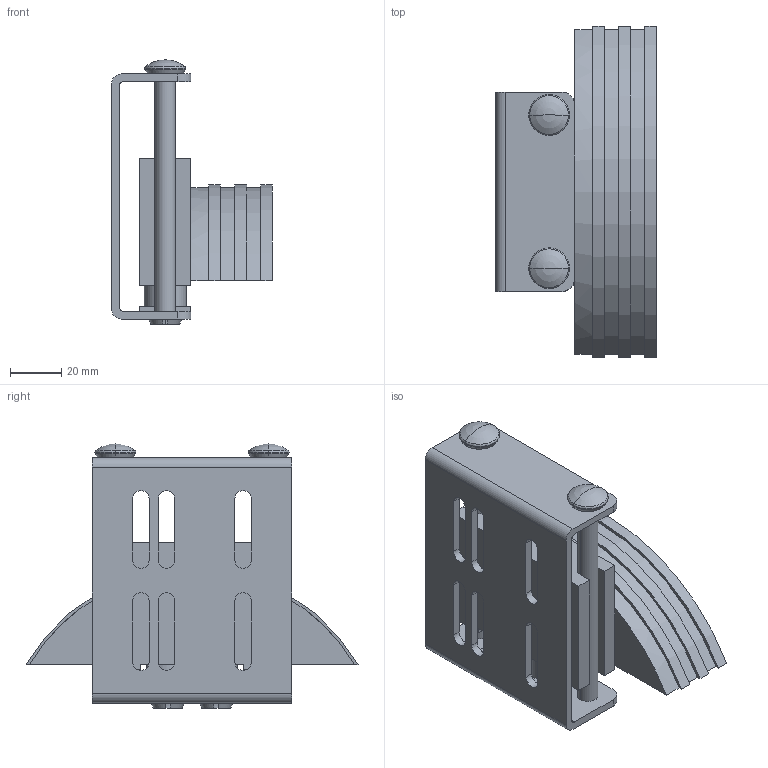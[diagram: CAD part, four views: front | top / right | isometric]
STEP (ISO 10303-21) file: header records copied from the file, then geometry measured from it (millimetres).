
FILE_DESCRIPTION(('STEP AP214'),'1');
FILE_NAME('cctmp_AAAB8EF3-BCAF-46BC-83DF-F17F2E2CA772_2023_7_12_9_13_41_736..stp','2023-07-12T07:13:41',('Murtfeldt Kunststoffe GmbH & Co.KG'),('CADClick - www.CADClick.com'),'Spatial InterOp 3D',' ','unknown authorization');
FILE_SCHEMA(('AUTOMOTIVE_DESIGN'));
Length unit declared in the file: millimetre
Products named in the file (1): 1
Bounding box: 63 x 130 x 103.5 mm (x, y, z)
Volume: 208731.8 mm3; surface area: 67762.4 mm2
Topology: 2 solids, 14 shells, 434 faces, 1072 edges, 684 vertices
Faces by surface type: plane 216, cylinder 134, cone 44, torus 36, sphere 4
Entity records: 16264 total; most frequent: DIRECTION 2308, CARTESIAN_POINT 2204, ORIENTED_EDGE 2104, EDGE_CURVE 1052, AXIS2_PLACEMENT_3D 836, VERTEX_POINT 684, LINE 636, VECTOR 636
